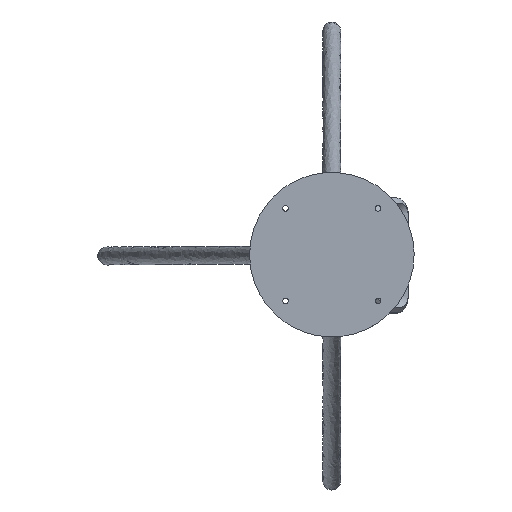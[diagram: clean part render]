
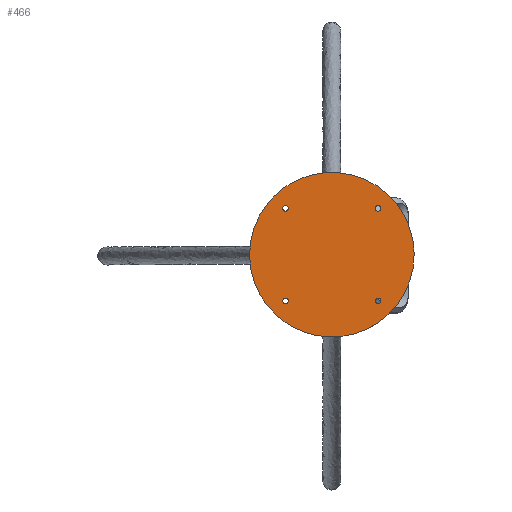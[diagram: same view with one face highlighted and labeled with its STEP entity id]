
A CAD part, top view. The second image highlights one B-rep face of the part: STEP entity #466.
In plain terms, the highlighted free-form (B-spline) face has degree [1, 1] with [2, 2] control points.
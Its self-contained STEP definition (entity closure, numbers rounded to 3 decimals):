
#230 = VERTEX_POINT('',#231);
#231 = CARTESIAN_POINT('',(125.201,-133.279,
    2154.11));
#236 = EDGE_CURVE('',#230,#230,#237,.T.);
#237 = ( BOUNDED_CURVE() B_SPLINE_CURVE(2,(#238,#239,#240,#241,#242,#243
,#244),.UNSPECIFIED.,.T.,.F.) B_SPLINE_CURVE_WITH_KNOTS((1,2,2,2,2,1),(
    -2.094,0.,2.094,4.189,6.283,
8.378),.UNSPECIFIED.) CURVE() GEOMETRIC_REPRESENTATION_ITEM() 
RATIONAL_B_SPLINE_CURVE((1.,0.5,1.,0.5,1.,0.5,1.)) REPRESENTATION_ITEM(
  '') );
#238 = CARTESIAN_POINT('',(125.201,-133.279,
    2154.11));
#239 = CARTESIAN_POINT('',(125.201,-119.287,
    2154.11));
#240 = CARTESIAN_POINT('',(137.318,-126.283,
    2154.11));
#241 = CARTESIAN_POINT('',(149.435,-133.279,
    2154.11));
#242 = CARTESIAN_POINT('',(137.318,-140.274,
    2154.11));
#243 = CARTESIAN_POINT('',(125.201,-147.27,
    2154.11));
#244 = CARTESIAN_POINT('',(125.201,-133.279,
    2154.11));
#284 = VERTEX_POINT('',#285);
#285 = CARTESIAN_POINT('',(-133.279,-125.201,
    2154.11));
#290 = EDGE_CURVE('',#284,#284,#291,.T.);
#291 = ( BOUNDED_CURVE() B_SPLINE_CURVE(2,(#292,#293,#294,#295,#296,#297
,#298),.UNSPECIFIED.,.T.,.F.) B_SPLINE_CURVE_WITH_KNOTS((1,2,2,2,2,1),(
    -2.094,0.,2.094,4.189,6.283,
8.378),.UNSPECIFIED.) CURVE() GEOMETRIC_REPRESENTATION_ITEM() 
RATIONAL_B_SPLINE_CURVE((1.,0.5,1.,0.5,1.,0.5,1.)) REPRESENTATION_ITEM(
  '') );
#292 = CARTESIAN_POINT('',(-133.279,-125.201,
    2154.11));
#293 = CARTESIAN_POINT('',(-119.287,-125.201,
    2154.11));
#294 = CARTESIAN_POINT('',(-126.283,-137.318,
    2154.11));
#295 = CARTESIAN_POINT('',(-133.279,-149.435,
    2154.11));
#296 = CARTESIAN_POINT('',(-140.274,-137.318,
    2154.11));
#297 = CARTESIAN_POINT('',(-147.27,-125.201,
    2154.11));
#298 = CARTESIAN_POINT('',(-133.279,-125.201,
    2154.11));
#338 = VERTEX_POINT('',#339);
#339 = CARTESIAN_POINT('',(-125.201,133.279,
    2154.11));
#344 = EDGE_CURVE('',#338,#338,#345,.T.);
#345 = ( BOUNDED_CURVE() B_SPLINE_CURVE(2,(#346,#347,#348,#349,#350,#351
,#352),.UNSPECIFIED.,.T.,.F.) B_SPLINE_CURVE_WITH_KNOTS((1,2,2,2,2,1),(
    -2.094,0.,2.094,4.189,6.283,
8.378),.UNSPECIFIED.) CURVE() GEOMETRIC_REPRESENTATION_ITEM() 
RATIONAL_B_SPLINE_CURVE((1.,0.5,1.,0.5,1.,0.5,1.)) REPRESENTATION_ITEM(
  '') );
#346 = CARTESIAN_POINT('',(-125.201,133.279,
    2154.11));
#347 = CARTESIAN_POINT('',(-125.201,119.287,
    2154.11));
#348 = CARTESIAN_POINT('',(-137.318,126.283,
    2154.11));
#349 = CARTESIAN_POINT('',(-149.435,133.279,
    2154.11));
#350 = CARTESIAN_POINT('',(-137.318,140.274,
    2154.11));
#351 = CARTESIAN_POINT('',(-125.201,147.27,
    2154.11));
#352 = CARTESIAN_POINT('',(-125.201,133.279,
    2154.11));
#394 = VERTEX_POINT('',#395);
#395 = CARTESIAN_POINT('',(236.952,0.,
    2154.11));
#400 = EDGE_CURVE('',#394,#394,#401,.T.);
#401 = ( BOUNDED_CURVE() B_SPLINE_CURVE(2,(#402,#403,#404,#405,#406,#407
,#408),.UNSPECIFIED.,.T.,.F.) B_SPLINE_CURVE_WITH_KNOTS((1,2,2,2,2,1),(
    -2.094,0.,2.094,4.189,6.283,
8.378),.UNSPECIFIED.) CURVE() GEOMETRIC_REPRESENTATION_ITEM() 
RATIONAL_B_SPLINE_CURVE((1.,0.5,1.,0.5,1.,0.5,1.)) REPRESENTATION_ITEM(
  '') );
#402 = CARTESIAN_POINT('',(236.952,0.,
    2154.11));
#403 = CARTESIAN_POINT('',(236.952,-410.413,
    2154.11));
#404 = CARTESIAN_POINT('',(-118.476,-205.207,
    2154.11));
#405 = CARTESIAN_POINT('',(-473.904,0.,
    2154.11));
#406 = CARTESIAN_POINT('',(-118.476,205.207,
    2154.11));
#407 = CARTESIAN_POINT('',(236.952,410.413,
    2154.11));
#408 = CARTESIAN_POINT('',(236.952,0.,
    2154.11));
#466 = ADVANCED_FACE('',(#467,#470,#473,#476,#490),#493,.F.);
#467 = FACE_BOUND('',#468,.T.);
#468 = EDGE_LOOP('',(#469));
#469 = ORIENTED_EDGE('',*,*,#236,.T.);
#470 = FACE_BOUND('',#471,.T.);
#471 = EDGE_LOOP('',(#472));
#472 = ORIENTED_EDGE('',*,*,#290,.T.);
#473 = FACE_BOUND('',#474,.T.);
#474 = EDGE_LOOP('',(#475));
#475 = ORIENTED_EDGE('',*,*,#344,.T.);
#476 = FACE_BOUND('',#477,.T.);
#477 = EDGE_LOOP('',(#478));
#478 = ORIENTED_EDGE('',*,*,#479,.T.);
#479 = EDGE_CURVE('',#480,#480,#482,.T.);
#480 = VERTEX_POINT('',#481);
#481 = CARTESIAN_POINT('',(133.279,125.201,
    2154.11));
#482 = ( BOUNDED_CURVE() B_SPLINE_CURVE(2,(#483,#484,#485,#486,#487,#488
,#489),.UNSPECIFIED.,.T.,.F.) B_SPLINE_CURVE_WITH_KNOTS((1,2,2,2,2,1),(
    -2.094,0.,2.094,4.189,6.283,
8.378),.UNSPECIFIED.) CURVE() GEOMETRIC_REPRESENTATION_ITEM() 
RATIONAL_B_SPLINE_CURVE((1.,0.5,1.,0.5,1.,0.5,1.)) REPRESENTATION_ITEM(
  '') );
#483 = CARTESIAN_POINT('',(133.279,125.201,
    2154.11));
#484 = CARTESIAN_POINT('',(119.287,125.201,
    2154.11));
#485 = CARTESIAN_POINT('',(126.283,137.318,
    2154.11));
#486 = CARTESIAN_POINT('',(133.279,149.435,
    2154.11));
#487 = CARTESIAN_POINT('',(140.274,137.318,
    2154.11));
#488 = CARTESIAN_POINT('',(147.27,125.201,
    2154.11));
#489 = CARTESIAN_POINT('',(133.279,125.201,
    2154.11));
#490 = FACE_BOUND('',#491,.T.);
#491 = EDGE_LOOP('',(#492));
#492 = ORIENTED_EDGE('',*,*,#400,.F.);
#493 = B_SPLINE_SURFACE_WITH_KNOTS('',1,1,(
    (#494,#495)
    ,(#496,#497
    )),.UNSPECIFIED.,.F.,.F.,.F.,(2,2),(2,2),(-220.,220.),(-220.,220.),
  .PIECEWISE_BEZIER_KNOTS.);
#494 = CARTESIAN_POINT('',(236.952,-236.952,
    2154.11));
#495 = CARTESIAN_POINT('',(236.952,236.952,
    2154.11));
#496 = CARTESIAN_POINT('',(-236.952,-236.952,
    2154.11));
#497 = CARTESIAN_POINT('',(-236.952,236.952,
    2154.11));
